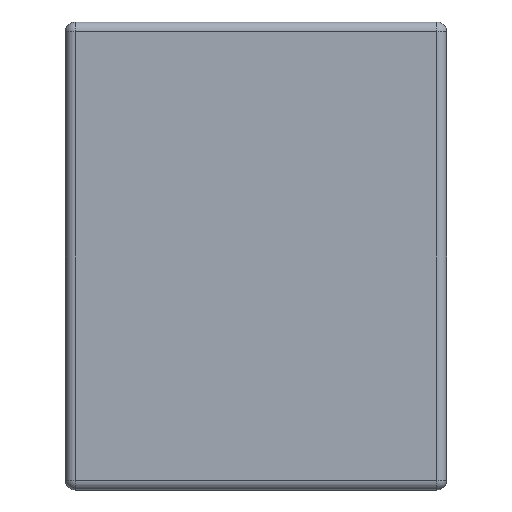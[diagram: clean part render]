
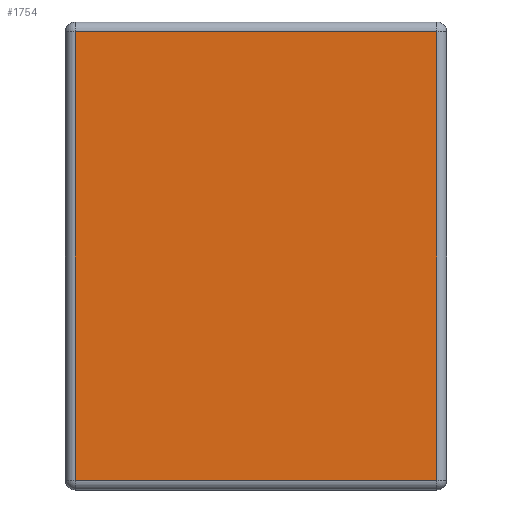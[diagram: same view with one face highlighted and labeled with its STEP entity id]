
A CAD part, left-side view. The second image highlights one B-rep face of the part: STEP entity #1754.
In plain terms, the highlighted planar face has unit normal (-1, 0, 0).
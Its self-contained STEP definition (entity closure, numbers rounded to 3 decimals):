
#60 = CARTESIAN_POINT ( 'NONE',  ( 0., 0.056, 0. ) ) ;
#72 = CARTESIAN_POINT ( 'NONE',  ( 0., 0.056, -0.056 ) ) ;
#209 = LINE ( 'NONE', #60, #657 ) ;
#450 = EDGE_CURVE ( 'NONE', #2611, #4632, #2326, .T. ) ;
#657 = VECTOR ( 'NONE', #724, 1000. ) ;
#724 = DIRECTION ( 'NONE',  ( 0., 0., 1. ) ) ;
#756 = CARTESIAN_POINT ( 'NONE',  ( 0., 2.144, -0.056 ) ) ;
#827 = ORIENTED_EDGE ( 'NONE', *, *, #3489, .T. ) ;
#847 = VECTOR ( 'NONE', #2826, 1000. ) ;
#855 = ORIENTED_EDGE ( 'NONE', *, *, #450, .T. ) ;
#1202 = CARTESIAN_POINT ( 'NONE',  ( 0., 0., 0. ) ) ;
#1715 = CARTESIAN_POINT ( 'NONE',  ( 0., 2.2, -0.056 ) ) ;
#1754 = ADVANCED_FACE ( 'NONE', ( #4142 ), #3379, .T. ) ;
#1799 = VECTOR ( 'NONE', #4601, 1000. ) ;
#1805 = CARTESIAN_POINT ( 'NONE',  ( 0., 0.056, -2.644 ) ) ;
#1989 = DIRECTION ( 'NONE',  ( 0., 0., 1. ) ) ;
#2026 = ORIENTED_EDGE ( 'NONE', *, *, #4604, .T. ) ;
#2069 = CARTESIAN_POINT ( 'NONE',  ( 0., 0., -2.644 ) ) ;
#2205 = LINE ( 'NONE', #3584, #1799 ) ;
#2326 = LINE ( 'NONE', #2069, #847 ) ;
#2611 = VERTEX_POINT ( 'NONE', #2673 ) ;
#2673 = CARTESIAN_POINT ( 'NONE',  ( 0., 2.144, -2.644 ) ) ;
#2826 = DIRECTION ( 'NONE',  ( 0., -1., 0. ) ) ;
#2951 = VECTOR ( 'NONE', #4584, 1000. ) ;
#3379 = PLANE ( 'NONE',  #3890 ) ;
#3489 = EDGE_CURVE ( 'NONE', #4632, #3618, #209, .T. ) ;
#3584 = CARTESIAN_POINT ( 'NONE',  ( 0., 2.144, -2.7 ) ) ;
#3618 = VERTEX_POINT ( 'NONE', #72 ) ;
#3719 = EDGE_CURVE ( 'NONE', #3618, #4232, #4498, .T. ) ;
#3890 = AXIS2_PLACEMENT_3D ( 'NONE', #1202, #4451, #1989 ) ;
#3911 = ORIENTED_EDGE ( 'NONE', *, *, #3719, .T. ) ;
#4142 = FACE_OUTER_BOUND ( 'NONE', #4370, .T. ) ;
#4232 = VERTEX_POINT ( 'NONE', #756 ) ;
#4370 = EDGE_LOOP ( 'NONE', ( #855, #827, #3911, #2026 ) ) ;
#4451 = DIRECTION ( 'NONE',  ( -1., 0., 0. ) ) ;
#4498 = LINE ( 'NONE', #1715, #2951 ) ;
#4584 = DIRECTION ( 'NONE',  ( 0., 1., 0. ) ) ;
#4601 = DIRECTION ( 'NONE',  ( 0., 0., -1. ) ) ;
#4604 = EDGE_CURVE ( 'NONE', #4232, #2611, #2205, .T. ) ;
#4632 = VERTEX_POINT ( 'NONE', #1805 ) ;
